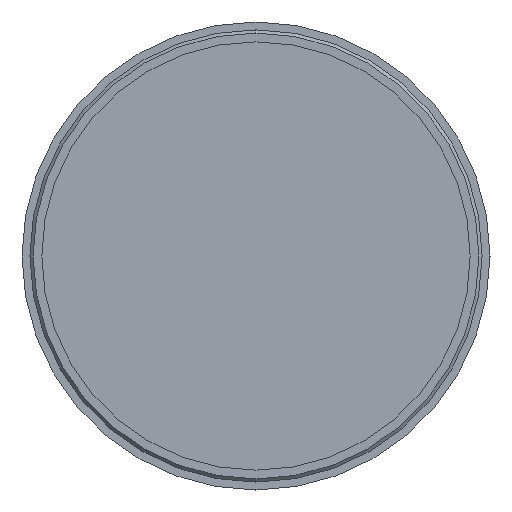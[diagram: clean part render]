
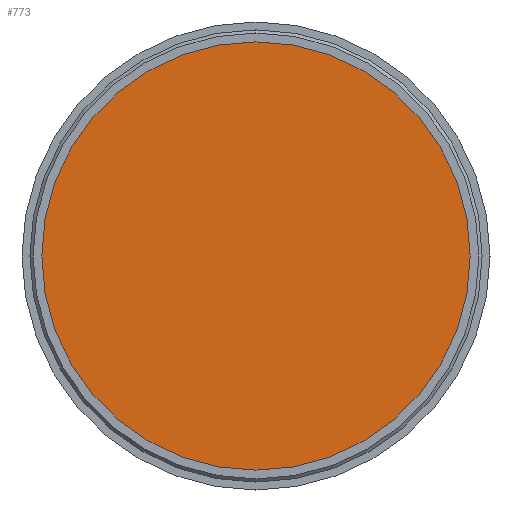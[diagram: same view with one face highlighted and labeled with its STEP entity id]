
A CAD part, left-side view. The second image highlights one B-rep face of the part: STEP entity #773.
In plain terms, the highlighted planar face has unit normal (-1, 0, 0).
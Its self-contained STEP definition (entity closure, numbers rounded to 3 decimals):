
#10 = EDGE_CURVE ( 'NONE', #413, #327, #554, .T. ) ;
#20 = AXIS2_PLACEMENT_3D ( 'NONE', #225, #227, #221 ) ;
#43 = AXIS2_PLACEMENT_3D ( 'NONE', #460, #486, #461 ) ;
#88 = ORIENTED_EDGE ( 'NONE', *, *, #10, .T. ) ;
#131 = ORIENTED_EDGE ( 'NONE', *, *, #706, .T. ) ;
#134 = EDGE_LOOP ( 'NONE', ( #88, #131 ) ) ;
#221 = DIRECTION ( 'NONE',  ( 0., 0., 1. ) ) ;
#225 = CARTESIAN_POINT ( 'NONE',  ( 3., 0., 0. ) ) ;
#227 = DIRECTION ( 'NONE',  ( -1., 0., 0. ) ) ;
#240 = PLANE ( 'NONE',  #20 ) ;
#284 = DIRECTION ( 'NONE',  ( 0., 0., 1. ) ) ;
#305 = CARTESIAN_POINT ( 'NONE',  ( 3., 0., -13.5 ) ) ;
#309 = DIRECTION ( 'NONE',  ( -1., 0., 0. ) ) ;
#318 = CARTESIAN_POINT ( 'NONE',  ( 3., 0., 0. ) ) ;
#326 = CARTESIAN_POINT ( 'NONE',  ( 3., 0., 13.5 ) ) ;
#327 = VERTEX_POINT ( 'NONE', #305 ) ;
#413 = VERTEX_POINT ( 'NONE', #326 ) ;
#460 = CARTESIAN_POINT ( 'NONE',  ( 3., 0., 0. ) ) ;
#461 = DIRECTION ( 'NONE',  ( 0., 0., 1. ) ) ;
#486 = DIRECTION ( 'NONE',  ( -1., 0., 0. ) ) ;
#554 = CIRCLE ( 'NONE', #750, 13.5 ) ;
#616 = CIRCLE ( 'NONE', #43, 13.5 ) ;
#669 = FACE_OUTER_BOUND ( 'NONE', #134, .T. ) ;
#706 = EDGE_CURVE ( 'NONE', #327, #413, #616, .T. ) ;
#750 = AXIS2_PLACEMENT_3D ( 'NONE', #318, #309, #284 ) ;
#773 = ADVANCED_FACE ( 'NONE', ( #669 ), #240, .T. ) ;
